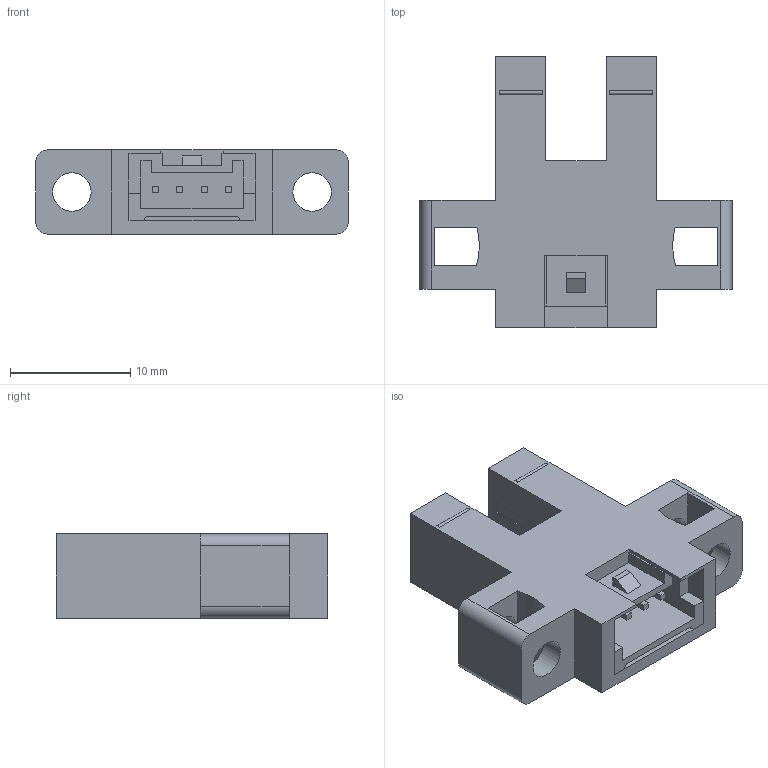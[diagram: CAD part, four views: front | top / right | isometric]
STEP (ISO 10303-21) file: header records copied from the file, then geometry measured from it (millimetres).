
FILE_DESCRIPTION((''),'2;1');
FILE_NAME('PU-65NK','2022-07-29T16:07:28',('Administrator'),(''),'CREO PARAMETRIC BY PTC INC, 2021023','CREO PARAMETRIC BY PTC INC, 2021023','');
FILE_SCHEMA(('AUTOMOTIVE_DESIGN { 1 0 10303 214 1 1 1 1 }'));
Length unit declared in the file: millimetre
Products named in the file (1): PU-65NK
Bounding box: 26 x 22.6 x 7.14 mm (x, y, z)
Volume: 1986.8 mm3; surface area: 1954.1 mm2
Topology: 1 solids, 1 shells, 133 faces, 356 edges, 236 vertices
Faces by surface type: plane 115, cylinder 18
Entity records: 5674 total; most frequent: CARTESIAN_POINT 727, ORIENTED_EDGE 712, DIRECTION 658, PRESENTATION_STYLE_ASSIGNMENT 405, STYLED_ITEM 357, CURVE_STYLE 356, EDGE_CURVE 356, VECTOR 320
